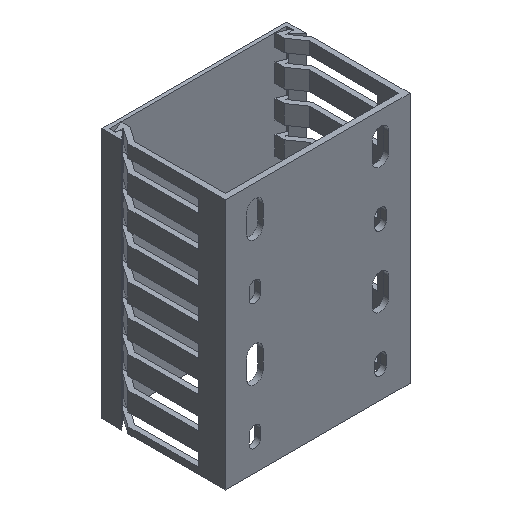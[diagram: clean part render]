
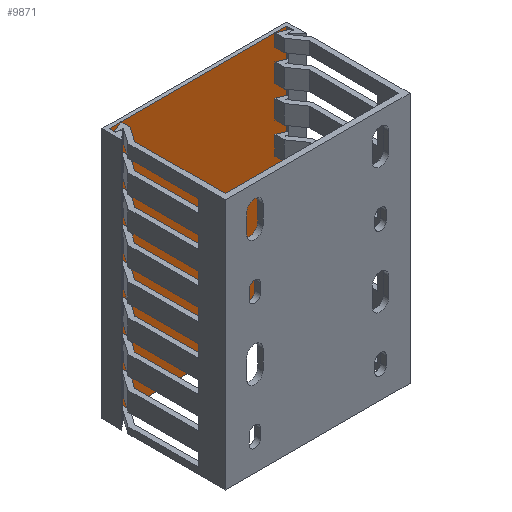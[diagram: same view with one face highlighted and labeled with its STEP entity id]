
A CAD part, isometric view. The second image highlights one B-rep face of the part: STEP entity #9871.
In plain terms, the highlighted planar face has unit normal (0, -1, 0).
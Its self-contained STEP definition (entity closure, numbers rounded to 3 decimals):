
#9639=DIRECTION('',(1.,0.,0.));
#9640=VECTOR('',#9639,70.7);
#9641=CARTESIAN_POINT('',(-35.35,-1.4,100.));
#9642=LINE('',#9641,#9640);
#9643=DIRECTION('',(-1.,0.,0.));
#9644=VECTOR('',#9643,70.7);
#9645=CARTESIAN_POINT('',(35.35,-1.4,0.));
#9646=LINE('',#9645,#9644);
#9647=DIRECTION('',(0.,0.,1.));
#9648=VECTOR('',#9647,100.);
#9649=CARTESIAN_POINT('',(-35.35,-1.4,0.));
#9650=LINE('',#9649,#9648);
#9659=DIRECTION('',(0.,0.,1.));
#9660=VECTOR('',#9659,100.);
#9661=CARTESIAN_POINT('',(35.35,-1.4,0.));
#9662=LINE('',#9661,#9660);
#9679=CARTESIAN_POINT('',(-35.35,-1.4,0.));
#9680=CARTESIAN_POINT('',(-35.35,-1.4,100.));
#9681=VERTEX_POINT('',#9679);
#9682=VERTEX_POINT('',#9680);
#9683=CARTESIAN_POINT('',(35.35,-1.4,0.));
#9684=CARTESIAN_POINT('',(35.35,-1.4,100.));
#9685=VERTEX_POINT('',#9683);
#9686=VERTEX_POINT('',#9684);
#9859=CARTESIAN_POINT('',(-35.35,-1.4,0.));
#9860=DIRECTION('',(0.,-1.,0.));
#9861=DIRECTION('',(1.,0.,0.));
#9862=AXIS2_PLACEMENT_3D('',#9859,#9860,#9861);
#9863=PLANE('',#9862);
#9864=ORIENTED_EDGE('',*,*,#9766,.T.);
#9866=ORIENTED_EDGE('',*,*,#9865,.F.);
#9867=ORIENTED_EDGE('',*,*,#9730,.T.);
#9868=ORIENTED_EDGE('',*,*,#9854,.T.);
#9869=EDGE_LOOP('',(#9864,#9866,#9867,#9868));
#9870=FACE_OUTER_BOUND('',#9869,.F.);
#9730=EDGE_CURVE('',#9685,#9681,#9646,.T.);
#9766=EDGE_CURVE('',#9682,#9686,#9642,.T.);
#9854=EDGE_CURVE('',#9681,#9682,#9650,.T.);
#9865=EDGE_CURVE('',#9685,#9686,#9662,.T.);
#9871=ADVANCED_FACE('',(#9870),#9863,.T.);
